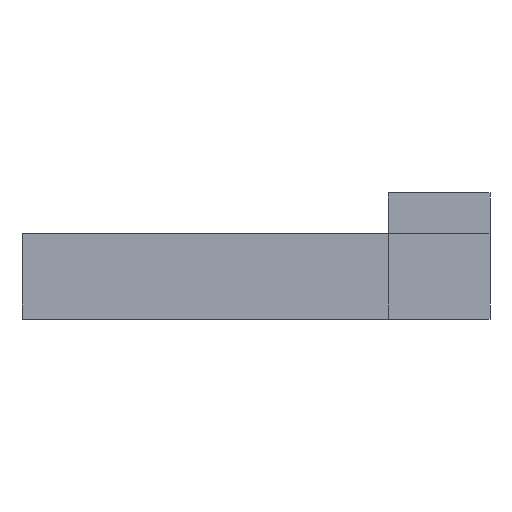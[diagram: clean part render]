
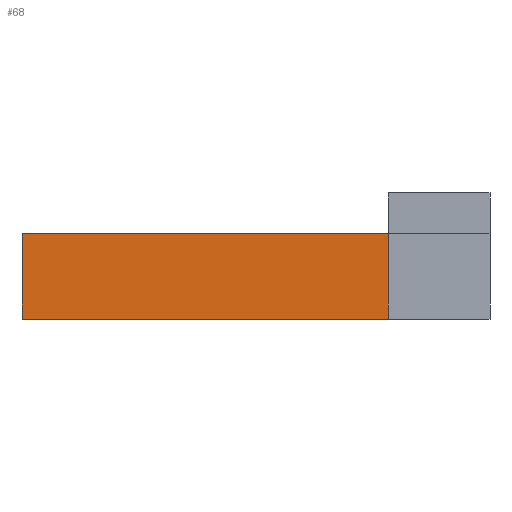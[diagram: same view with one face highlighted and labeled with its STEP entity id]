
A CAD part, front view. The second image highlights one B-rep face of the part: STEP entity #68.
In plain terms, the highlighted planar face has unit normal (0, -1, 0).
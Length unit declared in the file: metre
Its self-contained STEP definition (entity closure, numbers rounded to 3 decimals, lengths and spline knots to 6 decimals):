
#68=ADVANCED_FACE('13:16842',(#154),#155,.T.);
#154=FACE_OUTER_BOUND('',#255,.T.);
#155=PLANE('',#256);
#255=EDGE_LOOP('',(#384,#385,#386,#387));
#256=AXIS2_PLACEMENT_3D('',#388,#389,#390);
#384=ORIENTED_EDGE('',*,*,#663,.T.);
#385=ORIENTED_EDGE('',*,*,#664,.F.);
#386=ORIENTED_EDGE('',*,*,#665,.F.);
#387=ORIENTED_EDGE('',*,*,#637,.T.);
#388=CARTESIAN_POINT('',(0.025472,-0.009435,0.00015));
#389=DIRECTION('',(0.,-1.0,0.));
#390=DIRECTION('',(1.0,0.,0.));
#637=EDGE_CURVE('5:13571',#762,#760,#763,.T.);
#663=EDGE_CURVE('13:17014',#760,#806,#807,.T.);
#664=EDGE_CURVE('17:6993',#808,#806,#809,.T.);
#665=EDGE_CURVE('13:17004',#762,#808,#810,.T.);
#760=VERTEX_POINT('',#941);
#762=VERTEX_POINT('',#944);
#763=LINE('',#945,#946);
#806=VERTEX_POINT('',#1009);
#807=LINE('',#1010,#1011);
#808=VERTEX_POINT('',#1012);
#809=LINE('',#1013,#1014);
#810=LINE('',#1015,#1016);
#941=CARTESIAN_POINT('',(0.022472,-0.009435,0.00025));
#944=CARTESIAN_POINT('',(0.022472,-0.009435,0.0013));
#945=CARTESIAN_POINT('',(0.022472,-0.009435,0.00015));
#946=VECTOR('',#1191,1.0);
#1009=CARTESIAN_POINT('',(0.026972,-0.009435,0.00025));
#1010=CARTESIAN_POINT('',(0.024472,-0.009435,0.00025));
#1011=VECTOR('',#1212,1.0);
#1012=CARTESIAN_POINT('',(0.026972,-0.009435,0.0013));
#1013=CARTESIAN_POINT('',(0.026972,-0.009435,0.00015));
#1014=VECTOR('',#1213,1.0);
#1015=CARTESIAN_POINT('',(0.024472,-0.009435,0.0013));
#1016=VECTOR('',#1214,1.0);
#1191=DIRECTION('',(0.,0.,-1.0));
#1212=DIRECTION('',(1.0,0.,0.));
#1213=DIRECTION('',(0.,0.,-1.0));
#1214=DIRECTION('',(1.0,0.,0.));
